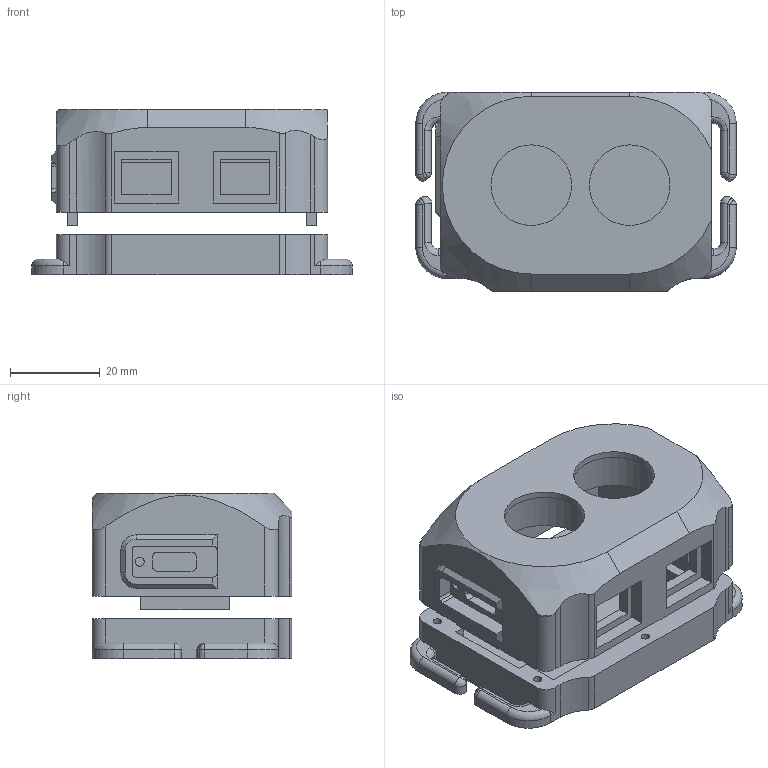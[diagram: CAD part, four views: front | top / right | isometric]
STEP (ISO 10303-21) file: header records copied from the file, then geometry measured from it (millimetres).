
FILE_DESCRIPTION (( 'STEP AP214' ), '1' );
FILE_NAME ('finali v12.STEP', '2025-04-17T22:05:56', ( '' ), ( '' ), 'SwSTEP 2.0', 'SolidWorks 2024', '' );
FILE_SCHEMA (( 'AUTOMOTIVE_DESIGN' ));
Length unit declared in the file: millimetre
Products named in the file (1): finali v12
Bounding box: 71.6 x 44.6 x 37 mm (x, y, z)
Volume: 33624.6 mm3; surface area: 24084.2 mm2
Topology: 2 solids, 2 shells, 246 faces, 651 edges, 418 vertices
Faces by surface type: plane 116, cylinder 108, torus 8, sphere 8, cone 6
Entity records: 7807 total; most frequent: CARTESIAN_POINT 1548, DIRECTION 1325, ORIENTED_EDGE 1286, EDGE_CURVE 643, AXIS2_PLACEMENT_3D 467, VERTEX_POINT 414, LINE 391, VECTOR 391
